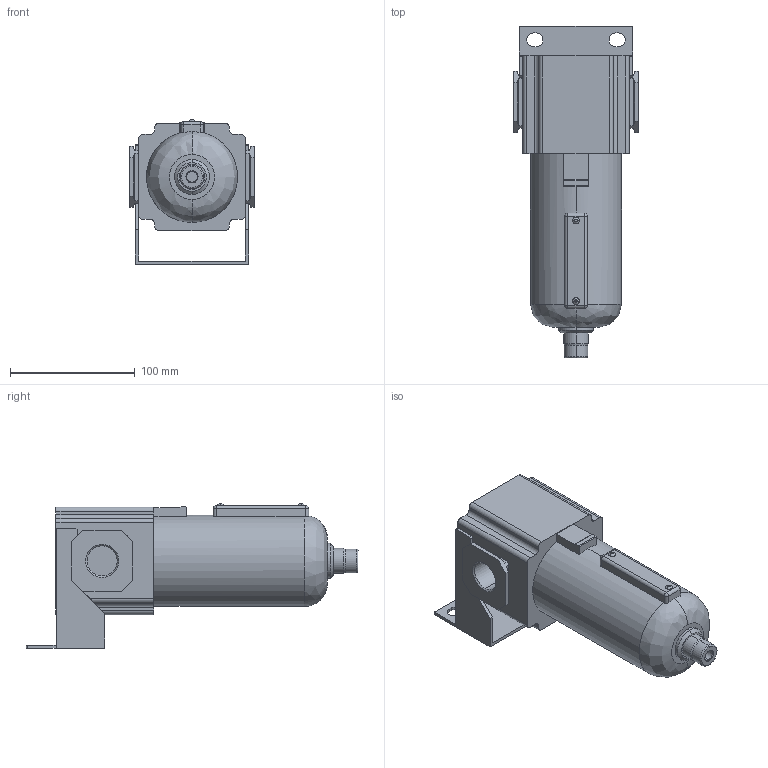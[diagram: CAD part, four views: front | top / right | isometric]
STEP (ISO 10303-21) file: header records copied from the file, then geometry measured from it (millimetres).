
FILE_DESCRIPTION (( 'STEP AP203' ), '1' );
FILE_NAME ('AF2-663-AD.step', '2020-04-16T19:51:51', ( '' ), ( '' ), 'SwSTEP 2.0', 'SolidWorks 2019', '' );
FILE_SCHEMA (( 'CONFIG_CONTROL_DESIGN' ));
Length unit declared in the file: millimetre
Products named in the file (1): AF2-663-AD
Bounding box: 100 x 266 x 115.8 mm (x, y, z)
Volume: 1160437.9 mm3; surface area: 98585.6 mm2
Topology: 1 solids, 1 shells, 160 faces, 419 edges, 267 vertices
Faces by surface type: plane 94, cylinder 44, cone 10, bspline 6, sphere 4, torus 2
Entity records: 5088 total; most frequent: CARTESIAN_POINT 1031, ORIENTED_EDGE 838, DIRECTION 821, EDGE_CURVE 419, LINE 299, VECTOR 299, VERTEX_POINT 267, AXIS2_PLACEMENT_3D 261
